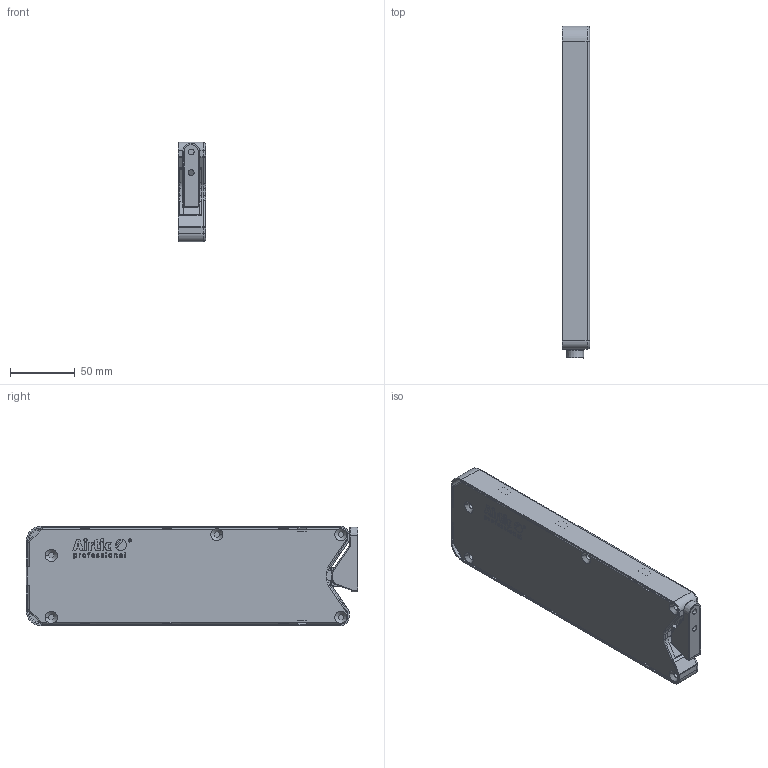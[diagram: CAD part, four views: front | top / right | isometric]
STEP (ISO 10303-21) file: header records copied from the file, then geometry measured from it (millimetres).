
FILE_DESCRIPTION (( 'STEP AP214' ), '1' );
FILE_NAME ('Airtic_Rozworka.STEP', '2019-01-18T13:24:50', ( 'Konstruktor_1' ), ( 'Microsoft' ), 'SwSTEP 2.0', 'SolidWorks 2017', '' );
FILE_SCHEMA (( 'AUTOMOTIVE_DESIGN' ));
Length unit declared in the file: millimetre
Products named in the file (5): Rozworka_oslona__A; Rozworka_zaczep__A; Rozworka_ramie__A; Rozworka_obudowa__A; Airtic_Rozworka
Assembly tree (4 placements, depth 2):
  Airtic_Rozworka
    Rozworka_obudowa__A
    Rozworka_ramie__A
    Rozworka_zaczep__A
    Rozworka_oslona__A
Bounding box: 21.1 x 256.65 x 77 mm (x, y, z)
Volume: 401790.9 mm3; surface area: 126846.5 mm2
Topology: 6 solids, 8 shells, 1598 faces, 4230 edges, 2749 vertices
Faces by surface type: plane 716, bspline 579, cylinder 194, cone 74, torus 35
Entity records: 56204 total; most frequent: CARTESIAN_POINT 20476, ORIENTED_EDGE 8456, DIRECTION 5366, EDGE_CURVE 4228, VERTEX_POINT 2749, LINE 2472, VECTOR 2472, EDGE_LOOP 1725
